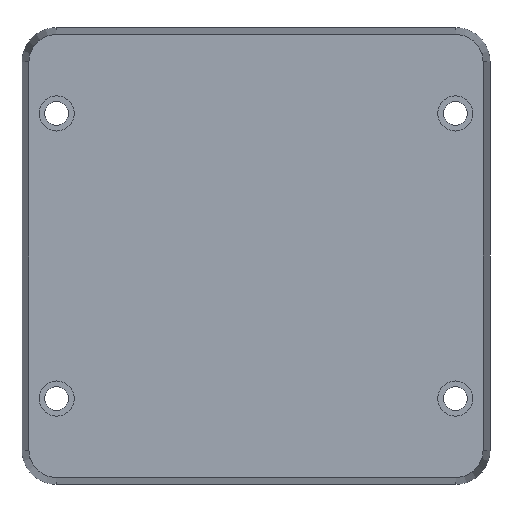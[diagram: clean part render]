
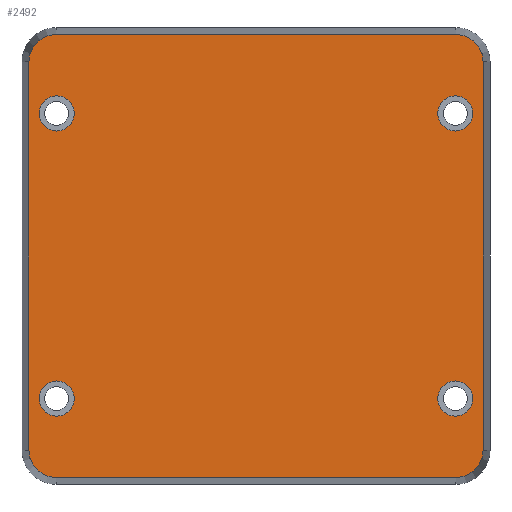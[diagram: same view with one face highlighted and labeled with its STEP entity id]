
A CAD part, front view. The second image highlights one B-rep face of the part: STEP entity #2492.
In plain terms, the highlighted planar face has unit normal (0, -1, 0).
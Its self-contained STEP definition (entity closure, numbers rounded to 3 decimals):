
#428 = DIRECTION ( 'NONE',  ( 0., -1., 0. ) ) ;
#429 = CARTESIAN_POINT ( 'NONE',  ( 35.1, -70., 25.1 ) ) ;
#430 = AXIS2_PLACEMENT_3D ( 'NONE', #429, #428, #494 ) ;
#431 = CIRCLE ( 'NONE', #430, 3.1 ) ;
#432 = DIRECTION ( 'NONE',  ( -1., 0., 0. ) ) ;
#433 = VECTOR ( 'NONE', #432, 1000. ) ;
#434 = CARTESIAN_POINT ( 'NONE',  ( 35.2, -70., -38.978 ) ) ;
#435 = LINE ( 'NONE', #434, #433 ) ;
#436 = CARTESIAN_POINT ( 'NONE',  ( -35.2, -70., -38.978 ) ) ;
#461 = CARTESIAN_POINT ( 'NONE',  ( 35.2, -70., -34.2 ) ) ;
#462 = AXIS2_PLACEMENT_3D ( 'NONE', #461, #526, #525 ) ;
#463 = CIRCLE ( 'NONE', #462, 4.778 ) ;
#464 = DIRECTION ( 'NONE',  ( 0., 0., 1. ) ) ;
#465 = DIRECTION ( 'NONE',  ( 0., -1., 0. ) ) ;
#466 = CARTESIAN_POINT ( 'NONE',  ( -35.1, -70., 25.1 ) ) ;
#467 = AXIS2_PLACEMENT_3D ( 'NONE', #466, #465, #464 ) ;
#468 = CIRCLE ( 'NONE', #467, 3.1 ) ;
#469 = DIRECTION ( 'NONE',  ( 0., 0., 1. ) ) ;
#470 = DIRECTION ( 'NONE',  ( 0., -1., 0. ) ) ;
#471 = CARTESIAN_POINT ( 'NONE',  ( 35.1, -70., -25.1 ) ) ;
#472 = AXIS2_PLACEMENT_3D ( 'NONE', #471, #470, #469 ) ;
#473 = CIRCLE ( 'NONE', #472, 3.1 ) ;
#474 = DIRECTION ( 'NONE',  ( 0., 0., 1. ) ) ;
#475 = DIRECTION ( 'NONE',  ( 0., 1., 0. ) ) ;
#476 = CARTESIAN_POINT ( 'NONE',  ( 35.2, -70., -34.2 ) ) ;
#477 = AXIS2_PLACEMENT_3D ( 'NONE', #476, #475, #474 ) ;
#478 = PLANE ( 'NONE',  #477 ) ;
#479 = FACE_BOUND ( 'NONE', #2484, .T. ) ;
#480 = FACE_BOUND ( 'NONE', #2480, .T. ) ;
#481 = FACE_OUTER_BOUND ( 'NONE', #2501, .T. ) ;
#482 = FACE_BOUND ( 'NONE', #2497, .T. ) ;
#483 = FACE_BOUND ( 'NONE', #2493, .T. ) ;
#489 = DIRECTION ( 'NONE',  ( 0., 0., 1. ) ) ;
#490 = DIRECTION ( 'NONE',  ( 0., -1., 0. ) ) ;
#491 = CARTESIAN_POINT ( 'NONE',  ( -35.1, -70., -25.1 ) ) ;
#492 = AXIS2_PLACEMENT_3D ( 'NONE', #491, #490, #489 ) ;
#493 = CIRCLE ( 'NONE', #492, 3.1 ) ;
#494 = DIRECTION ( 'NONE',  ( 0., 0., 1. ) ) ;
#518 = CARTESIAN_POINT ( 'NONE',  ( 39.978, -70., 34.2 ) ) ;
#519 = DIRECTION ( 'NONE',  ( 0., 0., -1. ) ) ;
#520 = VECTOR ( 'NONE', #519, 1000. ) ;
#521 = CARTESIAN_POINT ( 'NONE',  ( 39.978, -70., -34.2 ) ) ;
#522 = LINE ( 'NONE', #521, #520 ) ;
#523 = CARTESIAN_POINT ( 'NONE',  ( 35.2, -70., -38.978 ) ) ;
#524 = CARTESIAN_POINT ( 'NONE',  ( 39.978, -70., -34.2 ) ) ;
#525 = DIRECTION ( 'NONE',  ( 0., 0., 1. ) ) ;
#526 = DIRECTION ( 'NONE',  ( 0., 1., 0. ) ) ;
#591 = CARTESIAN_POINT ( 'NONE',  ( -39.978, -70., -34.2 ) ) ;
#592 = DIRECTION ( 'NONE',  ( 0., 0., 1. ) ) ;
#593 = VECTOR ( 'NONE', #592, 1000. ) ;
#594 = CARTESIAN_POINT ( 'NONE',  ( -39.978, -70., -34.2 ) ) ;
#595 = LINE ( 'NONE', #594, #593 ) ;
#626 = CARTESIAN_POINT ( 'NONE',  ( -35.2, -70., -34.2 ) ) ;
#627 = AXIS2_PLACEMENT_3D ( 'NONE', #626, #628, #629 ) ;
#628 = DIRECTION ( 'NONE',  ( 0., 1., 0. ) ) ;
#629 = DIRECTION ( 'NONE',  ( 0., 0., 1. ) ) ;
#1609 = EDGE_CURVE ( 'NONE', #1699, #1610, #5132, .T. ) ;
#1610 = VERTEX_POINT ( 'NONE', #5127 ) ;
#1658 = VERTEX_POINT ( 'NONE', #5461 ) ;
#1660 = EDGE_CURVE ( 'NONE', #1662, #1658, #5460, .T. ) ;
#1662 = VERTEX_POINT ( 'NONE', #5505 ) ;
#1699 = VERTEX_POINT ( 'NONE', #5408 ) ;
#1836 = VERTEX_POINT ( 'NONE', #5782 ) ;
#1841 = VERTEX_POINT ( 'NONE', #5775 ) ;
#1888 = EDGE_CURVE ( 'NONE', #1984, #1889, #3799, .T. ) ;
#1889 = VERTEX_POINT ( 'NONE', #3794 ) ;
#1984 = VERTEX_POINT ( 'NONE', #3971 ) ;
#1998 = EDGE_CURVE ( 'NONE', #1841, #1836, #4011, .T. ) ;
#2336 = ORIENTED_EDGE ( 'NONE', *, *, #2337, .F. ) ;
#2337 = EDGE_CURVE ( 'NONE', #2338, #2508, #4653, .T. ) ;
#2338 = VERTEX_POINT ( 'NONE', #4648 ) ;
#2339 = ORIENTED_EDGE ( 'NONE', *, *, #2340, .F. ) ;
#2340 = EDGE_CURVE ( 'NONE', #2341, #2338, #4647, .T. ) ;
#2341 = VERTEX_POINT ( 'NONE', #4643 ) ;
#2342 = ORIENTED_EDGE ( 'NONE', *, *, #2343, .F. ) ;
#2343 = EDGE_CURVE ( 'NONE', #2344, #2341, #4642, .T. ) ;
#2344 = VERTEX_POINT ( 'NONE', #4700 ) ;
#2477 = VERTEX_POINT ( 'NONE', #436 ) ;
#2478 = ORIENTED_EDGE ( 'NONE', *, *, #2479, .F. ) ;
#2479 = EDGE_CURVE ( 'NONE', #2505, #2477, #435, .T. ) ;
#2480 = EDGE_LOOP ( 'NONE', ( #2481, #2483 ) ) ;
#2481 = ORIENTED_EDGE ( 'NONE', *, *, #2482, .F. ) ;
#2482 = EDGE_CURVE ( 'NONE', #1610, #1699, #431, .T. ) ;
#2483 = ORIENTED_EDGE ( 'NONE', *, *, #1609, .F. ) ;
#2484 = EDGE_LOOP ( 'NONE', ( #2485, #2487 ) ) ;
#2485 = ORIENTED_EDGE ( 'NONE', *, *, #2486, .F. ) ;
#2486 = EDGE_CURVE ( 'NONE', #1889, #1984, #493, .T. ) ;
#2487 = ORIENTED_EDGE ( 'NONE', *, *, #1888, .F. ) ;
#2492 = ADVANCED_FACE ( 'NONE', ( #483, #482, #481, #480, #479 ), #478, .F. ) ;
#2493 = EDGE_LOOP ( 'NONE', ( #2494, #2496 ) ) ;
#2494 = ORIENTED_EDGE ( 'NONE', *, *, #2495, .F. ) ;
#2495 = EDGE_CURVE ( 'NONE', #1658, #1662, #473, .T. ) ;
#2496 = ORIENTED_EDGE ( 'NONE', *, *, #1660, .F. ) ;
#2497 = EDGE_LOOP ( 'NONE', ( #2498, #2500 ) ) ;
#2498 = ORIENTED_EDGE ( 'NONE', *, *, #2499, .F. ) ;
#2499 = EDGE_CURVE ( 'NONE', #1836, #1841, #468, .T. ) ;
#2500 = ORIENTED_EDGE ( 'NONE', *, *, #1998, .F. ) ;
#2501 = EDGE_LOOP ( 'NONE', ( #2502, #2506, #2336, #2339, #2342, #2583, #2586, #2478 ) ) ;
#2502 = ORIENTED_EDGE ( 'NONE', *, *, #2503, .F. ) ;
#2503 = EDGE_CURVE ( 'NONE', #2504, #2505, #463, .T. ) ;
#2504 = VERTEX_POINT ( 'NONE', #524 ) ;
#2505 = VERTEX_POINT ( 'NONE', #523 ) ;
#2506 = ORIENTED_EDGE ( 'NONE', *, *, #2507, .F. ) ;
#2507 = EDGE_CURVE ( 'NONE', #2508, #2504, #522, .T. ) ;
#2508 = VERTEX_POINT ( 'NONE', #518 ) ;
#2583 = ORIENTED_EDGE ( 'NONE', *, *, #2584, .F. ) ;
#2584 = EDGE_CURVE ( 'NONE', #2585, #2344, #595, .T. ) ;
#2585 = VERTEX_POINT ( 'NONE', #591 ) ;
#2586 = ORIENTED_EDGE ( 'NONE', *, *, #2587, .F. ) ;
#2587 = EDGE_CURVE ( 'NONE', #2477, #2585, #5610, .T. ) ;
#3794 = CARTESIAN_POINT ( 'NONE',  ( -35.1, -70., -22. ) ) ;
#3795 = DIRECTION ( 'NONE',  ( 0., 0., 1. ) ) ;
#3796 = DIRECTION ( 'NONE',  ( 0., -1., 0. ) ) ;
#3797 = CARTESIAN_POINT ( 'NONE',  ( -35.1, -70., -25.1 ) ) ;
#3798 = AXIS2_PLACEMENT_3D ( 'NONE', #3797, #3796, #3795 ) ;
#3799 = CIRCLE ( 'NONE', #3798, 3.1 ) ;
#3971 = CARTESIAN_POINT ( 'NONE',  ( -35.1, -70., -28.2 ) ) ;
#4007 = DIRECTION ( 'NONE',  ( 0., 0., 1. ) ) ;
#4008 = DIRECTION ( 'NONE',  ( 0., -1., 0. ) ) ;
#4009 = CARTESIAN_POINT ( 'NONE',  ( -35.1, -70., 25.1 ) ) ;
#4010 = AXIS2_PLACEMENT_3D ( 'NONE', #4009, #4008, #4007 ) ;
#4011 = CIRCLE ( 'NONE', #4010, 3.1 ) ;
#4642 = CIRCLE ( 'NONE', #4704, 4.778 ) ;
#4643 = CARTESIAN_POINT ( 'NONE',  ( -35.2, -70., 38.978 ) ) ;
#4644 = DIRECTION ( 'NONE',  ( 1., 0., 0. ) ) ;
#4645 = VECTOR ( 'NONE', #4644, 1000. ) ;
#4646 = CARTESIAN_POINT ( 'NONE',  ( 35.2, -70., 38.978 ) ) ;
#4647 = LINE ( 'NONE', #4646, #4645 ) ;
#4648 = CARTESIAN_POINT ( 'NONE',  ( 35.2, -70., 38.978 ) ) ;
#4649 = DIRECTION ( 'NONE',  ( 0., 0., 1. ) ) ;
#4650 = DIRECTION ( 'NONE',  ( 0., 1., 0. ) ) ;
#4651 = CARTESIAN_POINT ( 'NONE',  ( 35.2, -70., 34.2 ) ) ;
#4652 = AXIS2_PLACEMENT_3D ( 'NONE', #4651, #4650, #4649 ) ;
#4653 = CIRCLE ( 'NONE', #4652, 4.778 ) ;
#4700 = CARTESIAN_POINT ( 'NONE',  ( -39.978, -70., 34.2 ) ) ;
#4701 = DIRECTION ( 'NONE',  ( 0., 0., 1. ) ) ;
#4702 = DIRECTION ( 'NONE',  ( 0., 1., 0. ) ) ;
#4703 = CARTESIAN_POINT ( 'NONE',  ( -35.2, -70., 34.2 ) ) ;
#4704 = AXIS2_PLACEMENT_3D ( 'NONE', #4703, #4702, #4701 ) ;
#5127 = CARTESIAN_POINT ( 'NONE',  ( 35.1, -70., 28.2 ) ) ;
#5128 = DIRECTION ( 'NONE',  ( 0., 0., 1. ) ) ;
#5129 = DIRECTION ( 'NONE',  ( 0., -1., 0. ) ) ;
#5130 = CARTESIAN_POINT ( 'NONE',  ( 35.1, -70., 25.1 ) ) ;
#5131 = AXIS2_PLACEMENT_3D ( 'NONE', #5130, #5129, #5128 ) ;
#5132 = CIRCLE ( 'NONE', #5131, 3.1 ) ;
#5408 = CARTESIAN_POINT ( 'NONE',  ( 35.1, -70., 22. ) ) ;
#5456 = DIRECTION ( 'NONE',  ( 0., 0., 1. ) ) ;
#5457 = DIRECTION ( 'NONE',  ( 0., -1., 0. ) ) ;
#5458 = CARTESIAN_POINT ( 'NONE',  ( 35.1, -70., -25.1 ) ) ;
#5459 = AXIS2_PLACEMENT_3D ( 'NONE', #5458, #5457, #5456 ) ;
#5460 = CIRCLE ( 'NONE', #5459, 3.1 ) ;
#5461 = CARTESIAN_POINT ( 'NONE',  ( 35.1, -70., -22. ) ) ;
#5505 = CARTESIAN_POINT ( 'NONE',  ( 35.1, -70., -28.2 ) ) ;
#5610 = CIRCLE ( 'NONE', #627, 4.778 ) ;
#5775 = CARTESIAN_POINT ( 'NONE',  ( -35.1, -70., 22. ) ) ;
#5782 = CARTESIAN_POINT ( 'NONE',  ( -35.1, -70., 28.2 ) ) ;
